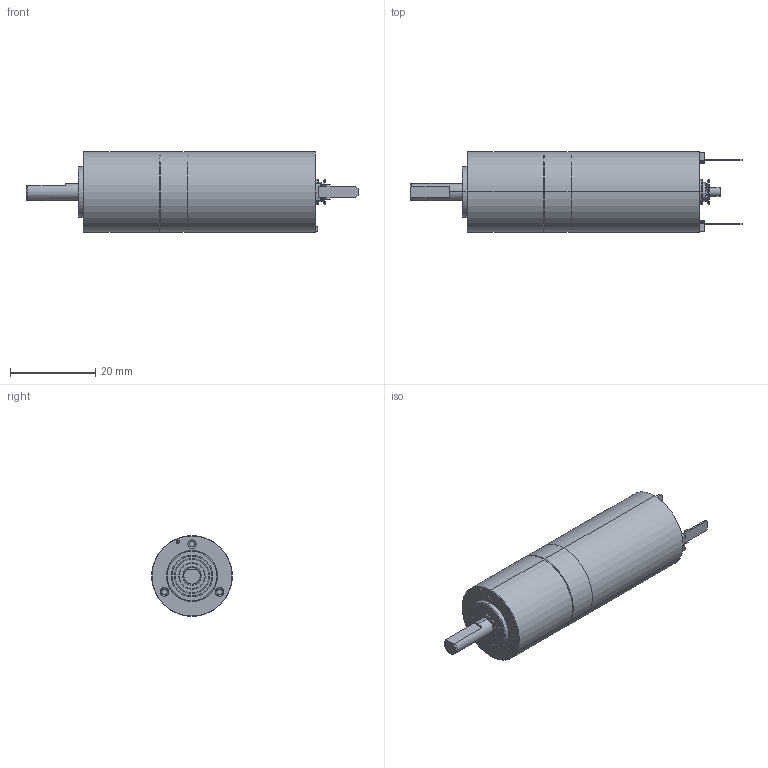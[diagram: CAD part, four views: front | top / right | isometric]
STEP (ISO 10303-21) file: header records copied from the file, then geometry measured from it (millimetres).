
FILE_DESCRIPTION(('STEP AP214'),'1');
FILE_NAME('cctmp_F804605C-0E5C-4D96-A45D-F75D7784BBEC_2023_12_20_9_29_4_671..stp','2023-12-20T08:29:05',('maxon motor ag'),('CADClick - www.CADClick.com'),'Spatial InterOp 3D',' ','unknown authorization');
FILE_SCHEMA(('AUTOMOTIVE_DESIGN'));
Length unit declared in the file: millimetre
Products named in the file (9): 0
Assembly tree (8 placements, depth 2):
  (unnamed)
    0
    0
    0
    0
    0
    0
    0
    0
Bounding box: 78.1 x 19 x 19 mm (x, y, z)
Volume: 7588.3 mm3; surface area: 8913.8 mm2
Topology: 13 solids, 14 shells, 1064 faces, 2741 edges, 1770 vertices
Faces by surface type: plane 580, cylinder 299, cone 106, torus 44, bspline 27, sphere 8
Entity records: 41971 total; most frequent: CARTESIAN_POINT 6673, DIRECTION 5604, ORIENTED_EDGE 5468, EDGE_CURVE 2734, AXIS2_PLACEMENT_3D 1868, LINE 1868, VECTOR 1868, VERTEX_POINT 1770
